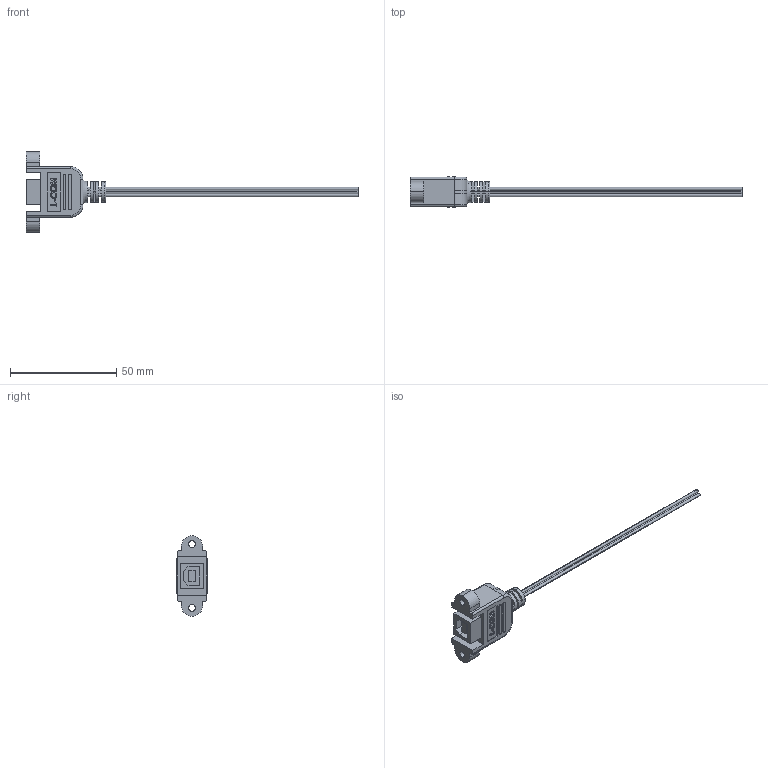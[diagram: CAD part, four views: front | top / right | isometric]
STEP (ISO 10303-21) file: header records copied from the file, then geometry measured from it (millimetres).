
FILE_DESCRIPTION (( 'STEP AP203' ), '1' );
FILE_NAME ('UPMB-LEADS.STEP', '2011-09-09T20:08:41', ( 'x' ), ( 'Microsoft' ), 'SwSTEP 2.0', 'SolidWorks 2010', '' );
FILE_SCHEMA (( 'CONFIG_CONTROL_DESIGN' ));
Length unit declared in the file: inch
Products named in the file (6): MTN-464_LARGE SR; UPMB-LEADS; UPMA-MA1; 1AA05-023; MTN-466
Assembly tree (9 placements, depth 3):
  UPMB-LEADS
    UPMA-MA1  x5
    MTN-464_LARGE SR
      1AA05-023
      MTN-466
      MTN-464_LARGE SR
Bounding box: 156.1 x 14.8 x 38 mm (x, y, z)
Volume: 10859.6 mm3; surface area: 9988.8 mm2
Topology: 8 solids, 8 shells, 294 faces, 742 edges, 486 vertices
Faces by surface type: plane 196, cylinder 65, bspline 19, torus 10, cone 4
Entity records: 11116 total; most frequent: CARTESIAN_POINT 3552, ORIENTED_EDGE 1436, DIRECTION 1372, EDGE_CURVE 718, VECTOR 512, LINE 512, VERTEX_POINT 470, AXIS2_PLACEMENT_3D 430
